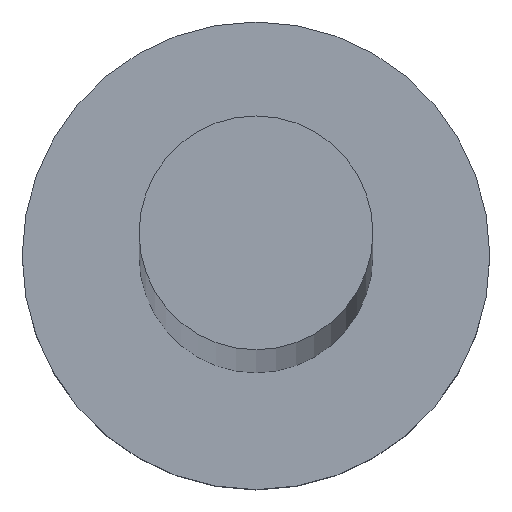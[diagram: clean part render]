
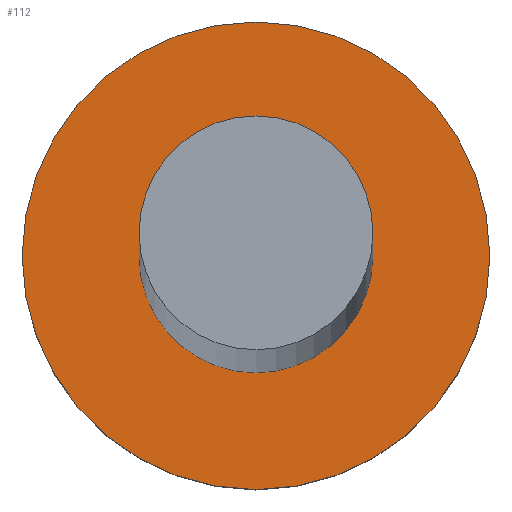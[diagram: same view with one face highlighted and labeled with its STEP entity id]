
A CAD part, top view. The second image highlights one B-rep face of the part: STEP entity #112.
In plain terms, the highlighted planar face has unit normal (0, 0, 1).
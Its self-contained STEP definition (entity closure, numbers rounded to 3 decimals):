
#2 = VERTEX_POINT ( 'NONE', #233 ) ;
#6 = DIRECTION ( 'NONE',  ( 1., 0., 0. ) ) ;
#20 = CARTESIAN_POINT ( 'NONE',  ( -3.5, 0., 3. ) ) ;
#22 = CARTESIAN_POINT ( 'NONE',  ( 0., 0., 3. ) ) ;
#23 = EDGE_LOOP ( 'NONE', ( #196, #80 ) ) ;
#24 = AXIS2_PLACEMENT_3D ( 'NONE', #156, #44, #198 ) ;
#28 = CARTESIAN_POINT ( 'NONE',  ( -1.75, 0., 3. ) ) ;
#29 = DIRECTION ( 'NONE',  ( 1., 0., 0. ) ) ;
#44 = DIRECTION ( 'NONE',  ( 0., 0., 1. ) ) ;
#48 = DIRECTION ( 'NONE',  ( 1., 0., 0. ) ) ;
#50 = EDGE_CURVE ( 'NONE', #2, #140, #157, .T. ) ;
#53 = CIRCLE ( 'NONE', #237, 1.75 ) ;
#56 = ORIENTED_EDGE ( 'NONE', *, *, #50, .F. ) ;
#57 = EDGE_CURVE ( 'NONE', #140, #2, #53, .T. ) ;
#76 = ORIENTED_EDGE ( 'NONE', *, *, #57, .F. ) ;
#77 = EDGE_LOOP ( 'NONE', ( #76, #56 ) ) ;
#80 = ORIENTED_EDGE ( 'NONE', *, *, #127, .T. ) ;
#94 = VERTEX_POINT ( 'NONE', #20 ) ;
#103 = CARTESIAN_POINT ( 'NONE',  ( 0., 0., 3. ) ) ;
#112 = ADVANCED_FACE ( 'NONE', ( #231, #139 ), #212, .T. ) ;
#116 = DIRECTION ( 'NONE',  ( 0., 0., 1. ) ) ;
#117 = CIRCLE ( 'NONE', #142, 3.5 ) ;
#119 = AXIS2_PLACEMENT_3D ( 'NONE', #183, #182, #48 ) ;
#125 = CARTESIAN_POINT ( 'NONE',  ( 3.5, 0., 3. ) ) ;
#127 = EDGE_CURVE ( 'NONE', #143, #94, #163, .T. ) ;
#128 = AXIS2_PLACEMENT_3D ( 'NONE', #22, #222, #29 ) ;
#139 = FACE_OUTER_BOUND ( 'NONE', #23, .T. ) ;
#140 = VERTEX_POINT ( 'NONE', #28 ) ;
#142 = AXIS2_PLACEMENT_3D ( 'NONE', #103, #168, #242 ) ;
#143 = VERTEX_POINT ( 'NONE', #125 ) ;
#156 = CARTESIAN_POINT ( 'NONE',  ( 0., 0., 3. ) ) ;
#157 = CIRCLE ( 'NONE', #24, 1.75 ) ;
#163 = CIRCLE ( 'NONE', #119, 3.5 ) ;
#168 = DIRECTION ( 'NONE',  ( 0., 0., 1. ) ) ;
#182 = DIRECTION ( 'NONE',  ( 0., 0., 1. ) ) ;
#183 = CARTESIAN_POINT ( 'NONE',  ( 0., 0., 3. ) ) ;
#196 = ORIENTED_EDGE ( 'NONE', *, *, #210, .T. ) ;
#198 = DIRECTION ( 'NONE',  ( 1., 0., 0. ) ) ;
#210 = EDGE_CURVE ( 'NONE', #94, #143, #117, .T. ) ;
#211 = CARTESIAN_POINT ( 'NONE',  ( 0., 0., 3. ) ) ;
#212 = PLANE ( 'NONE',  #128 ) ;
#222 = DIRECTION ( 'NONE',  ( 0., 0., 1. ) ) ;
#231 = FACE_BOUND ( 'NONE', #77, .T. ) ;
#233 = CARTESIAN_POINT ( 'NONE',  ( 1.75, 0., 3. ) ) ;
#237 = AXIS2_PLACEMENT_3D ( 'NONE', #211, #116, #6 ) ;
#242 = DIRECTION ( 'NONE',  ( 1., 0., 0. ) ) ;
